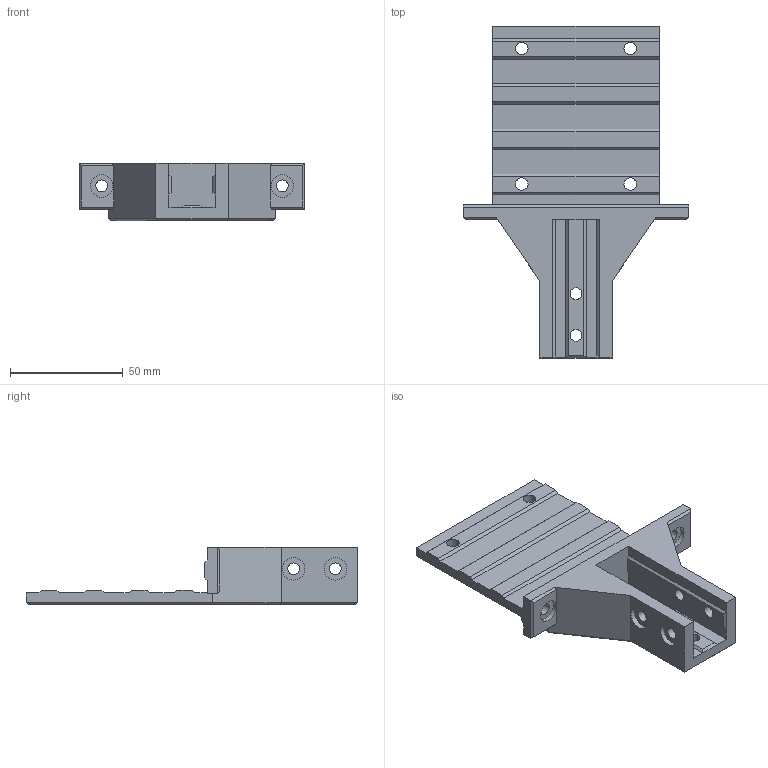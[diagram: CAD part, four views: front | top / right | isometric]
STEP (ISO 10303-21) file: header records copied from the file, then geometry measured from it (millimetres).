
FILE_DESCRIPTION(/* description */ (''),/* implementation_level */ '2;1');
FILE_NAME(/* name */ '2-Side_Support_Bottom_Brace.step',/* time_stamp */ '2019-04-09T21:02:35+02:00',/* author */ ('edidos'),/* organization */ (''),/* preprocessor_version */ 'ST-DEVELOPER v18',/* originating_system */ 'Autodesk Translation Framework v8.2.0.1029',/* authorisation */ '');
FILE_SCHEMA (('AUTOMOTIVE_DESIGN { 1 0 10303 214 3 1 1 }'));
Length unit declared in the file: millimetre
Products named in the file (1): 2-Side_Support_Bottom_Brace
Bounding box: 100 x 147 x 25.6 mm (x, y, z)
Volume: 85030.8 mm3; surface area: 30223 mm2
Topology: 1 solids, 1 shells, 107 faces, 261 edges, 168 vertices
Faces by surface type: plane 83, cylinder 24
Full cylindrical faces by diameter (mm): 5.2 x6, 5.25 x2, 5.5 x4, 10 x12
Entity records: 3180 total; most frequent: CARTESIAN_POINT 537, DIRECTION 525, ORIENTED_EDGE 522, EDGE_CURVE 261, LINE 213, VECTOR 213, VERTEX_POINT 168, AXIS2_PLACEMENT_3D 156
